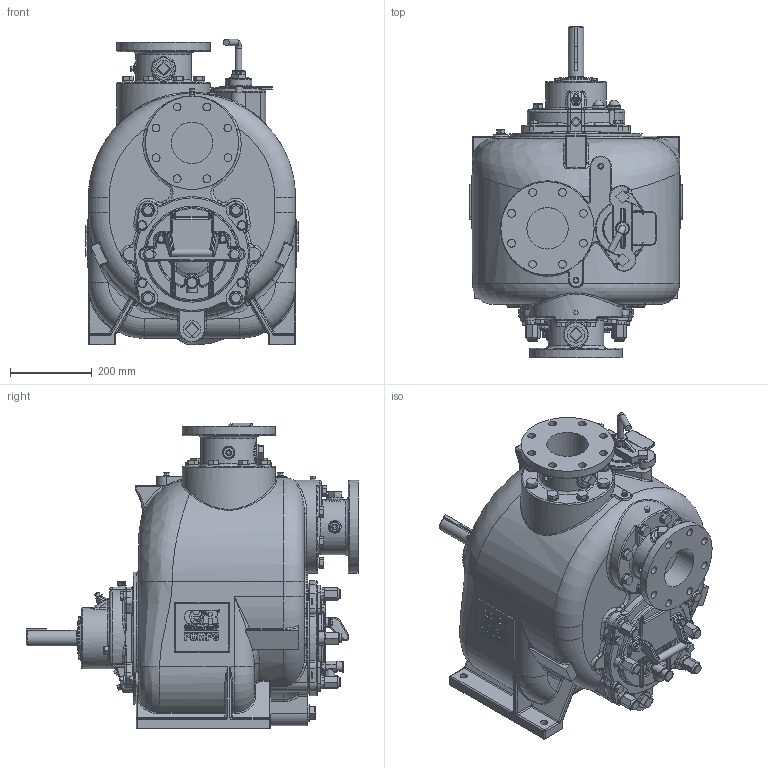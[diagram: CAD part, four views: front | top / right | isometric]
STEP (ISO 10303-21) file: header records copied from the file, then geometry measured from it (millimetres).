
FILE_DESCRIPTION(/* description */ ('Unknown'),/* implementation_level */ '2;1');
FILE_NAME(/* name */ '19019',/* time_stamp */ '2020-10-12T09:49:49-04:00',/* author */ ('Unknown'),/* organization */ ('Unknown'),/* preprocessor_version */ 'ST-DEVELOPER v16.7',/* originating_system */ 'DEX',/* authorisation */ $);
FILE_SCHEMA (('AUTOMOTIVE_DESIGN {1 0 10303 214 3 1 1}'));
Products named in the file (1): 19019
Bounding box: 520.07 x 814.21 x 749.62 mm (x, y, z)
Volume: 97127.7 mm3; surface area: 2104542 mm2
Topology: 43 solids, 44 shells, 3639 faces, 8889 edges, 5385 vertices
Faces by surface type: plane 1463, cylinder 997, bspline 534, torus 490, sphere 111, cone 44
Full cylindrical faces by diameter (mm): 2.527 x2, 3.048 x2, 3.175 x2, 9.525 x6, 9.779 x6, 10.527 x2, 11.113 x2, 12.7 x5, 13.106 x4, 13.462 x2, 15.875 x6, 16.32 x16, 17.348 x6, 17.462 x4, 18.923 x1, 19.05 x17, 19.812 x4, 22.174 x8, 22.225 x6, 22.276 x2, 22.352 x4, 23.368 x1, 25.4 x5, 27.407 x16, 28.575 x4, 31.75 x2, 38.087 x1, 38.1 x1, 82.55 x1, 90.424 x1
Entity records: 140857 total; most frequent: CARTESIAN_POINT 33699, DIRECTION 17153, ORIENTED_EDGE 16679, EDGE_CURVE 8346, AXIS2_PLACEMENT_3D 6598, VERTEX_POINT 5236, FACE_BOUND 4178, EDGE_LOOP 4174
